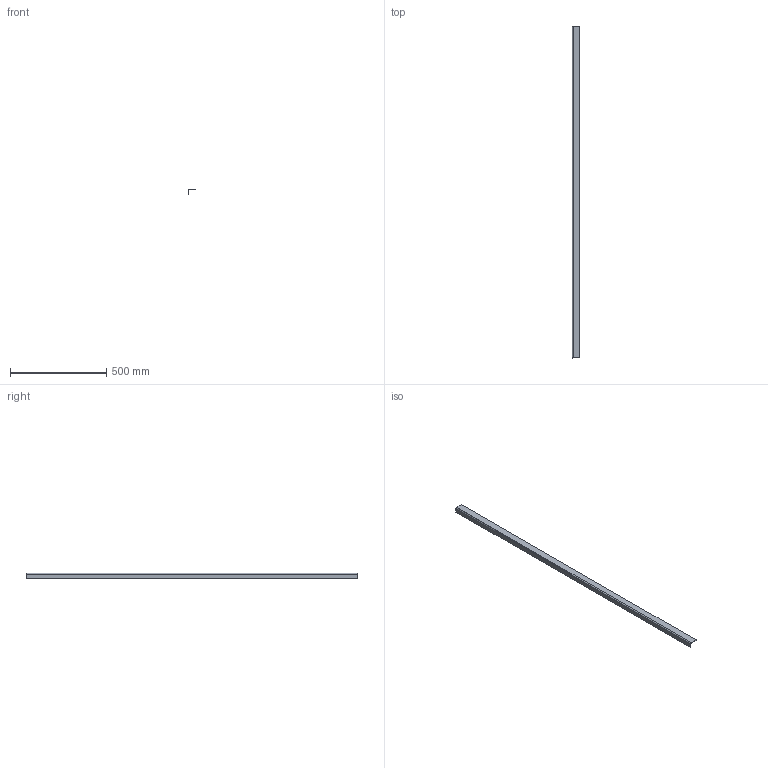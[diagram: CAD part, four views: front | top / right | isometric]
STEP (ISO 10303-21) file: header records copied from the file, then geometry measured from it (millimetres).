
FILE_DESCRIPTION (( 'STEP AP214' ), '1' );
FILE_NAME ('P-12 Elevator Track.STEP', '2015-01-25T01:00:04', ( '' ), ( '' ), 'SwSTEP 2.0', 'SolidWorks 2014', '' );
FILE_SCHEMA (( 'AUTOMOTIVE_DESIGN' ));
Length unit declared in the file: inch
Products named in the file (1): P-12 Elevator Track
Bounding box: 40.48 x 1727.2 x 27.78 mm (x, y, z)
Volume: 263256.2 mm3; surface area: 229638.2 mm2
Topology: 1 solids, 1 shells, 14 faces, 28 edges, 16 vertices
Faces by surface type: plane 12, cylinder 2
Entity records: 392 total; most frequent: DIRECTION 62, CARTESIAN_POINT 59, ORIENTED_EDGE 56, EDGE_CURVE 28, LINE 24, VECTOR 24, AXIS2_PLACEMENT_3D 19, VERTEX_POINT 16
